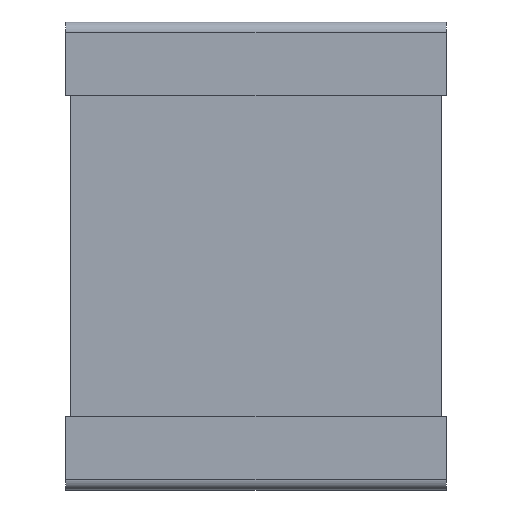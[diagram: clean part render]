
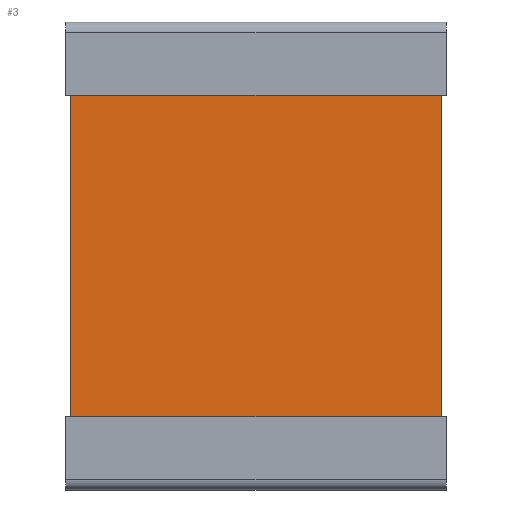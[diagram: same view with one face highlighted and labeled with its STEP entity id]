
A CAD part, front view. The second image highlights one B-rep face of the part: STEP entity #3.
In plain terms, the highlighted planar face has unit normal (0, -1, 0).
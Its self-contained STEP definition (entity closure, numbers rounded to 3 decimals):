
#3 = ADVANCED_FACE ( 'NONE', ( #7 ), #851, .F. ) ;
#7 = FACE_OUTER_BOUND ( 'NONE', #581, .T. ) ;
#74 = CARTESIAN_POINT ( 'NONE',  ( 1.27, 0.05, -1.55 ) ) ;
#146 = EDGE_CURVE ( 'NONE', #3416, #490, #635, .T. ) ;
#180 = VECTOR ( 'NONE', #634, 1000. ) ;
#299 = CARTESIAN_POINT ( 'NONE',  ( -1.27, 0.05, 1.55 ) ) ;
#350 = AXIS2_PLACEMENT_3D ( 'NONE', #2845, #2265, #840 ) ;
#490 = VERTEX_POINT ( 'NONE', #2181 ) ;
#581 = EDGE_LOOP ( 'NONE', ( #1186, #1211, #2569, #2564 ) ) ;
#634 = DIRECTION ( 'NONE',  ( -1., 0., 0. ) ) ;
#635 = LINE ( 'NONE', #3440, #2931 ) ;
#732 = EDGE_CURVE ( 'NONE', #1343, #2705, #2045, .T. ) ;
#840 = DIRECTION ( 'NONE',  ( 0., 0., 1. ) ) ;
#851 = PLANE ( 'NONE',  #350 ) ;
#1186 = ORIENTED_EDGE ( 'NONE', *, *, #146, .T. ) ;
#1211 = ORIENTED_EDGE ( 'NONE', *, *, #2780, .F. ) ;
#1343 = VERTEX_POINT ( 'NONE', #3292 ) ;
#1501 = VECTOR ( 'NONE', #1927, 1000. ) ;
#1608 = LINE ( 'NONE', #3341, #1501 ) ;
#1654 = EDGE_CURVE ( 'NONE', #1343, #3416, #2566, .T. ) ;
#1927 = DIRECTION ( 'NONE',  ( -1., 0., 0. ) ) ;
#2045 = LINE ( 'NONE', #3429, #3468 ) ;
#2068 = CARTESIAN_POINT ( 'NONE',  ( 1.27, 0.05, 1.55 ) ) ;
#2181 = CARTESIAN_POINT ( 'NONE',  ( -1.27, 0.05, -1.55 ) ) ;
#2265 = DIRECTION ( 'NONE',  ( 0., 1., 0. ) ) ;
#2564 = ORIENTED_EDGE ( 'NONE', *, *, #1654, .T. ) ;
#2566 = LINE ( 'NONE', #2068, #180 ) ;
#2569 = ORIENTED_EDGE ( 'NONE', *, *, #732, .F. ) ;
#2705 = VERTEX_POINT ( 'NONE', #74 ) ;
#2780 = EDGE_CURVE ( 'NONE', #2705, #490, #1608, .T. ) ;
#2845 = CARTESIAN_POINT ( 'NONE',  ( 1.27, 0.05, 1.55 ) ) ;
#2931 = VECTOR ( 'NONE', #3455, 1000. ) ;
#3292 = CARTESIAN_POINT ( 'NONE',  ( 1.27, 0.05, 1.55 ) ) ;
#3341 = CARTESIAN_POINT ( 'NONE',  ( 1.27, 0.05, -1.55 ) ) ;
#3416 = VERTEX_POINT ( 'NONE', #299 ) ;
#3429 = CARTESIAN_POINT ( 'NONE',  ( 1.27, 0.05, 1.55 ) ) ;
#3440 = CARTESIAN_POINT ( 'NONE',  ( -1.27, 0.05, 1.55 ) ) ;
#3455 = DIRECTION ( 'NONE',  ( 0., 0., -1. ) ) ;
#3468 = VECTOR ( 'NONE', #3732, 1000. ) ;
#3732 = DIRECTION ( 'NONE',  ( 0., 0., -1. ) ) ;
